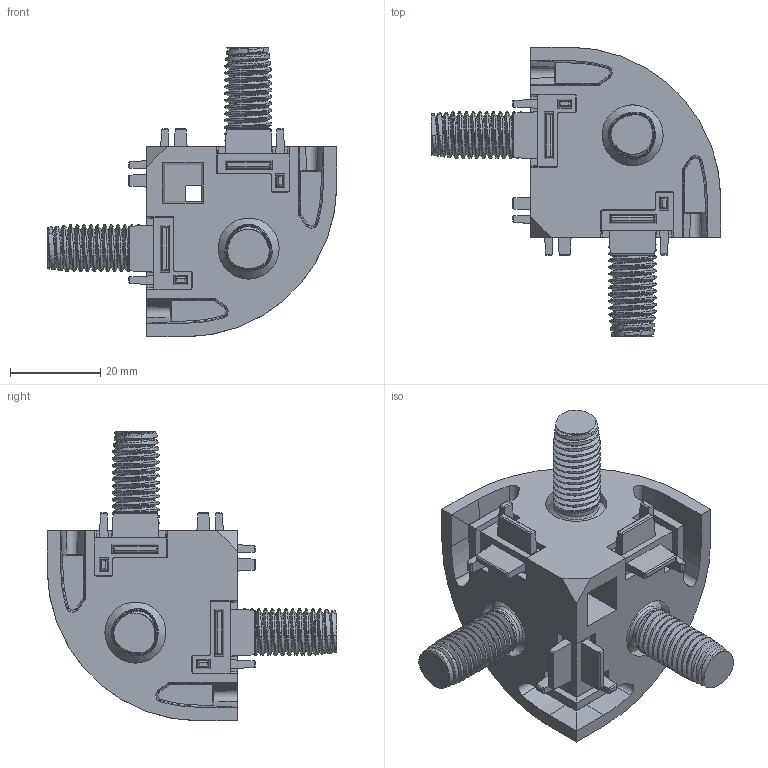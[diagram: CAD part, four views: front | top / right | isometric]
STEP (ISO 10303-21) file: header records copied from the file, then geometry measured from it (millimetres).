
FILE_DESCRIPTION(/* description */ (''),/* implementation_level */ '2;1');
FILE_NAME(/* name */ '1024285.stp',/* time_stamp */ '2024-07-24T14:29:18+02:00',/* author */ ('Bo'),/* organization */ (''),/* preprocessor_version */ 'ST-DEVELOPER v20',/* originating_system */ 'Autodesk Inventor 2025',/* authorisation */ '');
FILE_SCHEMA (('AUTOMOTIVE_DESIGN { 1 0 10303 214 3 1 1 }'));
Products named in the file (5): 1024285; 1024285-1; 1024285-2; 1024285-3; 1024285-4
Assembly tree (4 placements, depth 2):
  1024285
    1024285-1
    1024285-2
    1024285-3
    1024285-4
Bounding box: 64 x 64 x 64 mm (x, y, z)
Volume: 29272.2 mm3; surface area: 17692.8 mm2
Topology: 4 solids, 4 shells, 825 faces, 2270 edges, 1464 vertices
Faces by surface type: cylinder 276, bspline 219, plane 186, cone 123, torus 21
Full cylindrical faces by diameter (mm): 9.5 x3, 13.5 x3, 20 x3, 22 x3
Entity records: 164996 total; most frequent: CARTESIAN_POINT 146006, ORIENTED_EDGE 4528, DIRECTION 3292, EDGE_CURVE 2264, VERTEX_POINT 1464, AXIS2_PLACEMENT_3D 1241, EDGE_LOOP 850, FACE_OUTER_BOUND 825
